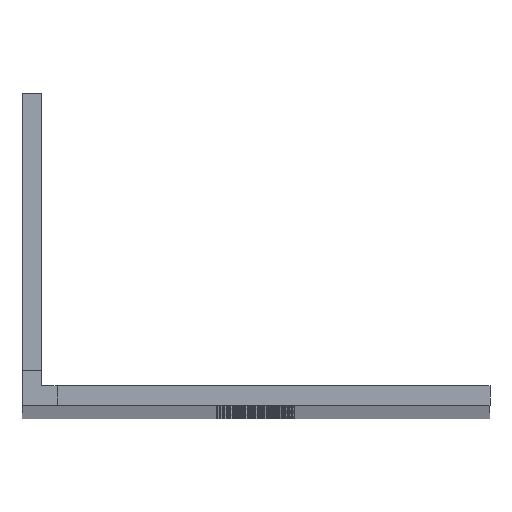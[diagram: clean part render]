
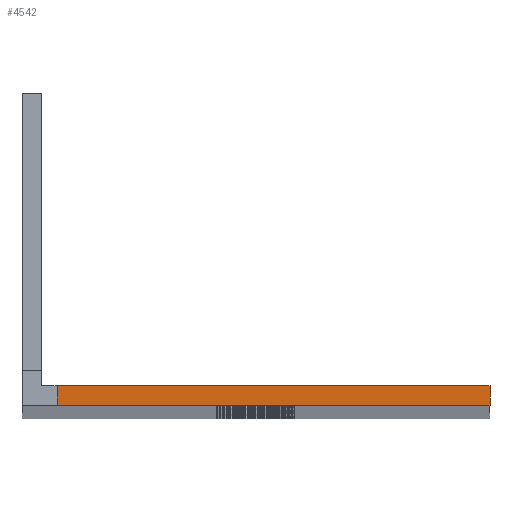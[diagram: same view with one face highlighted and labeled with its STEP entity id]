
A CAD part, top view. The second image highlights one B-rep face of the part: STEP entity #4542.
In plain terms, the highlighted planar face has unit normal (0, 0, 1).
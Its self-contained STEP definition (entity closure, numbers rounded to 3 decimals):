
#523=FACE_OUTER_BOUND('',#835,.T.);
#835=EDGE_LOOP('',(#3696,#3697,#3698,#3699));
#946=LINE('',#6356,#1376);
#1057=LINE('',#6777,#1487);
#1262=LINE('',#7386,#1692);
#1266=LINE('',#7395,#1696);
#1376=VECTOR('',#5094,10.);
#1487=VECTOR('',#5409,10.);
#1692=VECTOR('',#6018,10.);
#1696=VECTOR('',#6030,10.);
#1805=VERTEX_POINT('',#6353);
#1806=VERTEX_POINT('',#6355);
#2011=VERTEX_POINT('',#6769);
#2014=VERTEX_POINT('',#6775);
#2226=EDGE_CURVE('',#1806,#1805,#946,.T.);
#2437=EDGE_CURVE('',#2014,#2011,#1057,.T.);
#2742=EDGE_CURVE('',#1805,#2011,#1262,.T.);
#2746=EDGE_CURVE('',#2014,#1806,#1266,.T.);
#3696=ORIENTED_EDGE('',*,*,#2742,.T.);
#3697=ORIENTED_EDGE('',*,*,#2437,.F.);
#3698=ORIENTED_EDGE('',*,*,#2746,.T.);
#3699=ORIENTED_EDGE('',*,*,#2226,.T.);
#4167=PLANE('',#4977);
#4542=ADVANCED_FACE('',(#523),#4167,.T.);
#4977=AXIS2_PLACEMENT_3D('',#7394,#6028,#6029);
#5094=DIRECTION('',(-1.,0.,0.));
#5409=DIRECTION('',(-1.,0.,0.));
#6018=DIRECTION('',(0.,-1.,0.));
#6028=DIRECTION('center_axis',(0.,0.,1.));
#6029=DIRECTION('ref_axis',(1.,0.,0.));
#6030=DIRECTION('',(0.,1.,0.));
#6353=CARTESIAN_POINT('',(-55.5,2.5,0.));
#6355=CARTESIAN_POINT('',(0.,2.5,0.));
#6356=CARTESIAN_POINT('',(0.,2.5,0.));
#6769=CARTESIAN_POINT('',(-55.5,0.,0.));
#6775=CARTESIAN_POINT('',(0.,0.,0.));
#6777=CARTESIAN_POINT('',(0.,0.,0.));
#7386=CARTESIAN_POINT('',(-55.5,1.25,0.));
#7394=CARTESIAN_POINT('Origin',(-60.,4.5,0.));
#7395=CARTESIAN_POINT('',(0.,0.,0.));
